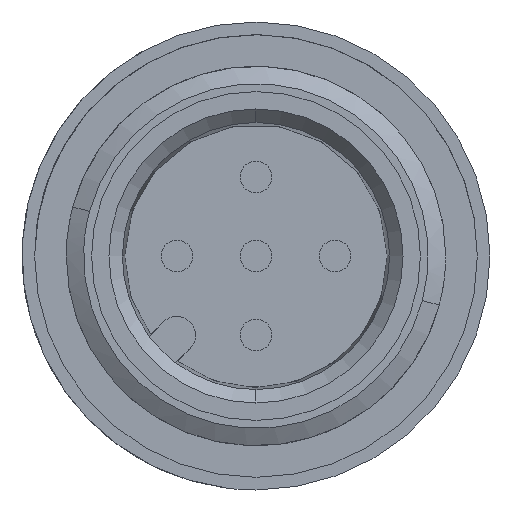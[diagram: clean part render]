
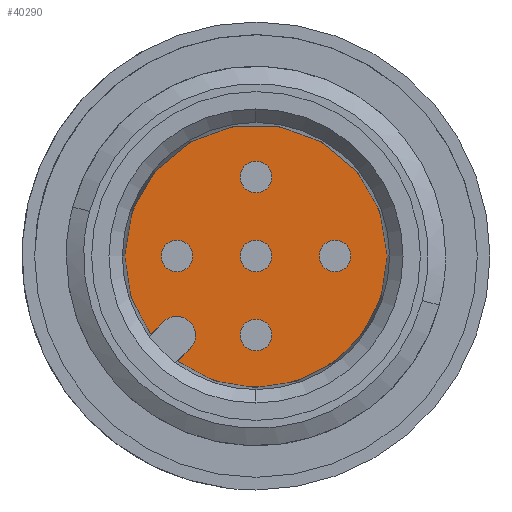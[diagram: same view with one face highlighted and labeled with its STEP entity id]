
A CAD part, left-side view. The second image highlights one B-rep face of the part: STEP entity #40290.
In plain terms, the highlighted face is planar.
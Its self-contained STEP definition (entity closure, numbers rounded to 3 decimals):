
#38710=CARTESIAN_POINT('',(21.879,31.507,221.9));
#38720=VERTEX_POINT('',#38710);
#38770=CARTESIAN_POINT('',(22.233,31.86,221.9));
#38780=DIRECTION('',(0.,0.,1.));
#38790=DIRECTION('',(-0.707,-0.707,0.));
#38800=AXIS2_PLACEMENT_3D('',#38770,#38780,#38790);
#38810=CIRCLE('',#38800,0.5);
#38820=CARTESIAN_POINT('',(22.586,32.214,221.9));
#38830=VERTEX_POINT('',#38820);
#38840=EDGE_CURVE('',#38830,#38720,#38810,.T.);
#39110=CARTESIAN_POINT('',(19.263,32.426,221.9));
#39120=DIRECTION('',(0.,0.,1.));
#39130=DIRECTION('',(0.707,0.707,
0.));
#39140=AXIS2_PLACEMENT_3D('',#39110,#39120,#39130);
#39150=PLANE('',#39140);
#39160=CARTESIAN_POINT('',(20.465,33.628,221.9));
#39170=DIRECTION('',(0.,0.,1.));
#39180=DIRECTION('',(-0.707,0.707,
0.));
#39190=AXIS2_PLACEMENT_3D('',#39160,#39170,#39180);
#39200=CIRCLE('',#39190,4.15);
#39210=CARTESIAN_POINT('',(17.53,36.563,221.9));
#39220=VERTEX_POINT('',#39210);
#39230=CARTESIAN_POINT('',(23.399,30.694,221.9));
#39240=VERTEX_POINT('',#39230);
#39250=EDGE_CURVE('',#39220,#39240,#39200,.T.);
#39260=ORIENTED_EDGE('',*,*,#39250,.T.);
#39270=CARTESIAN_POINT('',(24.571,34.228,221.9));
#39280=VERTEX_POINT('',#39270);
#39290=EDGE_CURVE('',#39280,#39220,#39200,.T.);
#39300=ORIENTED_EDGE('',*,*,#39290,.T.);
#39310=CARTESIAN_POINT('',(66.122,34.229,221.9));
#39320=DIRECTION('',(1.,0.,
0.));
#39330=VECTOR('',#39320,1.);
#39340=LINE('',#39310,#39330);
#39350=CARTESIAN_POINT('',(24.015,34.228,221.9));
#39360=VERTEX_POINT('',#39350);
#39370=EDGE_CURVE('',#39360,#39280,#39340,.T.);
#39380=ORIENTED_EDGE('',*,*,#39370,.T.);
#39390=CARTESIAN_POINT('',(24.015,33.628,221.9));
#39400=DIRECTION('',(0.,0.,1.));
#39410=DIRECTION('',(-0.707,0.707,
0.));
#39420=AXIS2_PLACEMENT_3D('',#39390,#39400,#39410);
#39430=CIRCLE('',#39420,0.6);
#39440=CARTESIAN_POINT('',(23.591,34.052,221.9));
#39450=VERTEX_POINT('',#39440);
#39460=EDGE_CURVE('',#39360,#39450,#39430,.T.);
#39470=ORIENTED_EDGE('',*,*,#39460,.F.);
#39480=CARTESIAN_POINT('',(24.015,33.028,221.9));
#39490=VERTEX_POINT('',#39480);
#39500=EDGE_CURVE('',#39450,#39490,#39430,.T.);
#39510=ORIENTED_EDGE('',*,*,#39500,.F.);
#39520=CARTESIAN_POINT('',(64.922,33.029,221.9));
#39530=DIRECTION('',(-1.,0.,
0.));
#39540=VECTOR('',#39530,1.);
#39550=LINE('',#39520,#39540);
#39560=CARTESIAN_POINT('',(24.571,33.028,221.9));
#39570=VERTEX_POINT('',#39560);
#39580=EDGE_CURVE('',#39570,#39490,#39550,.T.);
#39590=ORIENTED_EDGE('',*,*,#39580,.T.);
#39600=EDGE_CURVE('',#39240,#39570,#39200,.T.);
#39610=ORIENTED_EDGE('',*,*,#39600,.T.);
#39620=EDGE_LOOP('',(#39610,#39590,#39510,#39470,#39380,#39300,#39260));
#39630=FACE_OUTER_BOUND('',#39620,.T.);
#39640=EDGE_CURVE('',#38720,#38830,#38810,.T.);
#39650=ORIENTED_EDGE('',*,*,#39640,.F.);
#39660=ORIENTED_EDGE('',*,*,#38840,.F.);
#39670=EDGE_LOOP('',(#39660,#39650));
#39680=FACE_BOUND('',#39670,.T.);
#39690=CARTESIAN_POINT('',(18.697,35.396,221.9));
#39700=DIRECTION('',(0.,0.,1.));
#39710=DIRECTION('',(-0.707,-0.707,0.));
#39720=AXIS2_PLACEMENT_3D('',#39690,#39700,#39710);
#39730=CIRCLE('',#39720,0.5);
#39740=CARTESIAN_POINT('',(18.344,35.042,221.9));
#39750=VERTEX_POINT('',#39740);
#39760=CARTESIAN_POINT('',(19.051,35.749,221.9));
#39770=VERTEX_POINT('',#39760);
#39780=EDGE_CURVE('',#39750,#39770,#39730,.T.);
#39790=ORIENTED_EDGE('',*,*,#39780,.F.);
#39800=EDGE_CURVE('',#39770,#39750,#39730,.T.);
#39810=ORIENTED_EDGE('',*,*,#39800,.F.);
#39820=EDGE_LOOP('',(#39810,#39790));
#39830=FACE_BOUND('',#39820,.T.);
#39840=CARTESIAN_POINT('',(18.697,31.86,221.9));
#39850=DIRECTION('',(0.,0.,1.));
#39860=DIRECTION('',(-0.707,-0.707,0.));
#39870=AXIS2_PLACEMENT_3D('',#39840,#39850,#39860);
#39880=CIRCLE('',#39870,0.5);
#39890=CARTESIAN_POINT('',(18.344,31.507,221.9));
#39900=VERTEX_POINT('',#39890);
#39910=CARTESIAN_POINT('',(19.051,32.214,221.9));
#39920=VERTEX_POINT('',#39910);
#39930=EDGE_CURVE('',#39900,#39920,#39880,.T.);
#39940=ORIENTED_EDGE('',*,*,#39930,.F.);
#39950=EDGE_CURVE('',#39920,#39900,#39880,.T.);
#39960=ORIENTED_EDGE('',*,*,#39950,.F.);
#39970=EDGE_LOOP('',(#39960,#39940));
#39980=FACE_BOUND('',#39970,.T.);
#39990=CARTESIAN_POINT('',(20.465,33.628,221.9));
#40000=DIRECTION('',(0.,0.,1.));
#40010=DIRECTION('',(-0.707,-0.707,0.));
#40020=AXIS2_PLACEMENT_3D('',#39990,#40000,#40010);
#40030=CIRCLE('',#40020,0.5);
#40040=CARTESIAN_POINT('',(20.111,33.275,221.9));
#40050=VERTEX_POINT('',#40040);
#40060=CARTESIAN_POINT('',(20.818,33.982,221.9));
#40070=VERTEX_POINT('',#40060);
#40080=EDGE_CURVE('',#40050,#40070,#40030,.T.);
#40090=ORIENTED_EDGE('',*,*,#40080,.F.);
#40100=EDGE_CURVE('',#40070,#40050,#40030,.T.);
#40110=ORIENTED_EDGE('',*,*,#40100,.F.);
#40120=EDGE_LOOP('',(#40110,#40090));
#40130=FACE_BOUND('',#40120,.T.);
#40140=CARTESIAN_POINT('',(22.233,35.396,221.9));
#40150=DIRECTION('',(0.,0.,1.));
#40160=DIRECTION('',(-0.707,-0.707,0.));
#40170=AXIS2_PLACEMENT_3D('',#40140,#40150,#40160);
#40180=CIRCLE('',#40170,0.5);
#40190=CARTESIAN_POINT('',(21.879,35.042,221.9));
#40200=VERTEX_POINT('',#40190);
#40210=CARTESIAN_POINT('',(22.586,35.749,221.9));
#40220=VERTEX_POINT('',#40210);
#40230=EDGE_CURVE('',#40200,#40220,#40180,.T.);
#40240=ORIENTED_EDGE('',*,*,#40230,.F.);
#40250=EDGE_CURVE('',#40220,#40200,#40180,.T.);
#40260=ORIENTED_EDGE('',*,*,#40250,.F.);
#40270=EDGE_LOOP('',(#40260,#40240));
#40280=FACE_BOUND('',#40270,.T.);
#40290=ADVANCED_FACE('',(#39630,#39680,#39830,#39980,#40130,#40280),
#39150,.T.);
